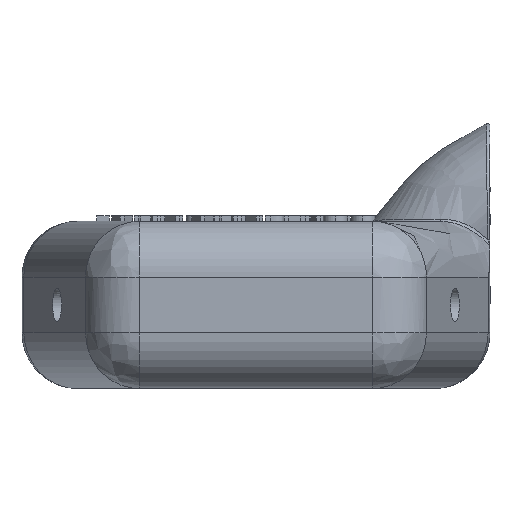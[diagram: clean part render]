
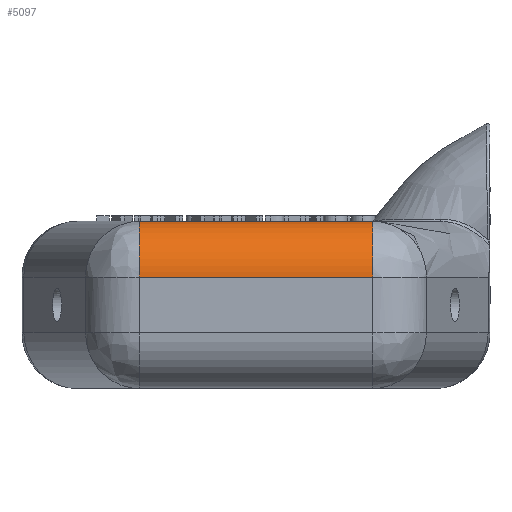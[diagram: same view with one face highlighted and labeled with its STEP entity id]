
A CAD part, front view. The second image highlights one B-rep face of the part: STEP entity #5097.
In plain terms, the highlighted free-form (B-spline) face has degree [2, 1] with [3, 2] control points.
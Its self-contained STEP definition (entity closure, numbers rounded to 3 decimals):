
#1803 = VERTEX_POINT('',#1804);
#1804 = CARTESIAN_POINT('',(30.802,14.619,0.));
#1809 = EDGE_CURVE('',#1803,#1810,#1812,.T.);
#1810 = VERTEX_POINT('',#1811);
#1811 = CARTESIAN_POINT('',(91.993,14.619,0.));
#1812 = B_SPLINE_CURVE_WITH_KNOTS('',1,(#1813,#1814),.UNSPECIFIED.,.F.,
  .F.,(2,2),(-49.532,-7.673),.PIECEWISE_BEZIER_KNOTS.);
#1813 = CARTESIAN_POINT('',(30.802,14.619,0.));
#1814 = CARTESIAN_POINT('',(91.993,14.619,0.));
#3634 = VERTEX_POINT('',#3635);
#3635 = CARTESIAN_POINT('',(91.993,0.,-14.619));
#3640 = EDGE_CURVE('',#3634,#3641,#3643,.T.);
#3641 = VERTEX_POINT('',#3642);
#3642 = CARTESIAN_POINT('',(30.802,0.,-14.619));
#3643 = B_SPLINE_CURVE_WITH_KNOTS('',1,(#3644,#3645),.UNSPECIFIED.,.F.,
  .F.,(2,2),(-49.532,-7.673),.PIECEWISE_BEZIER_KNOTS.);
#3644 = CARTESIAN_POINT('',(91.993,0.,-14.619));
#3645 = CARTESIAN_POINT('',(30.802,0.,-14.619));
#4893 = EDGE_CURVE('',#1803,#3641,#4894,.T.);
#4894 = ( BOUNDED_CURVE() B_SPLINE_CURVE(2,(#4895,#4896,#4897),
.UNSPECIFIED.,.F.,.F.) B_SPLINE_CURVE_WITH_KNOTS((3,3),(0.,
1.571),.PIECEWISE_BEZIER_KNOTS.) CURVE() 
GEOMETRIC_REPRESENTATION_ITEM() RATIONAL_B_SPLINE_CURVE((1.,
0.707,1.)) REPRESENTATION_ITEM('') );
#4895 = CARTESIAN_POINT('',(30.802,14.619,0.));
#4896 = CARTESIAN_POINT('',(30.802,0.,
    0.));
#4897 = CARTESIAN_POINT('',(30.802,0.,-14.619));
#5097 = ADVANCED_FACE('',(#5098),#5109,.T.);
#5098 = FACE_BOUND('',#5099,.T.);
#5099 = EDGE_LOOP('',(#5100,#5101,#5102,#5108));
#5100 = ORIENTED_EDGE('',*,*,#4893,.T.);
#5101 = ORIENTED_EDGE('',*,*,#3640,.F.);
#5102 = ORIENTED_EDGE('',*,*,#5103,.F.);
#5103 = EDGE_CURVE('',#1810,#3634,#5104,.T.);
#5104 = ( BOUNDED_CURVE() B_SPLINE_CURVE(2,(#5105,#5106,#5107),
.UNSPECIFIED.,.F.,.F.) B_SPLINE_CURVE_WITH_KNOTS((3,3),(3.142,
4.712),.PIECEWISE_BEZIER_KNOTS.) CURVE() 
GEOMETRIC_REPRESENTATION_ITEM() RATIONAL_B_SPLINE_CURVE((1.,
0.707,1.)) REPRESENTATION_ITEM('') );
#5105 = CARTESIAN_POINT('',(91.993,14.619,0.));
#5106 = CARTESIAN_POINT('',(91.993,0.,
    0.));
#5107 = CARTESIAN_POINT('',(91.993,0.,
    -14.619));
#5108 = ORIENTED_EDGE('',*,*,#1809,.F.);
#5109 = ( BOUNDED_SURFACE() B_SPLINE_SURFACE(2,1,(
    (#5110,#5111)
    ,(#5112,#5113)
    ,(#5114,#5115
)),.UNSPECIFIED.,.F.,.F.,.F.) B_SPLINE_SURFACE_WITH_KNOTS((3,3),(2,2),(
    4.712,6.283),(-62.929,-21.071),
.PIECEWISE_BEZIER_KNOTS.) GEOMETRIC_REPRESENTATION_ITEM() 
RATIONAL_B_SPLINE_SURFACE((
    (1.,1.)
    ,(0.707,0.707)
,(1.,1.))) REPRESENTATION_ITEM('') SURFACE() );
#5110 = CARTESIAN_POINT('',(91.993,0.,
    -14.619));
#5111 = CARTESIAN_POINT('',(30.802,0.,
    -14.619));
#5112 = CARTESIAN_POINT('',(91.993,0.,
    0.));
#5113 = CARTESIAN_POINT('',(30.802,0.,
    0.));
#5114 = CARTESIAN_POINT('',(91.993,14.619,0.));
#5115 = CARTESIAN_POINT('',(30.802,14.619,0.));
